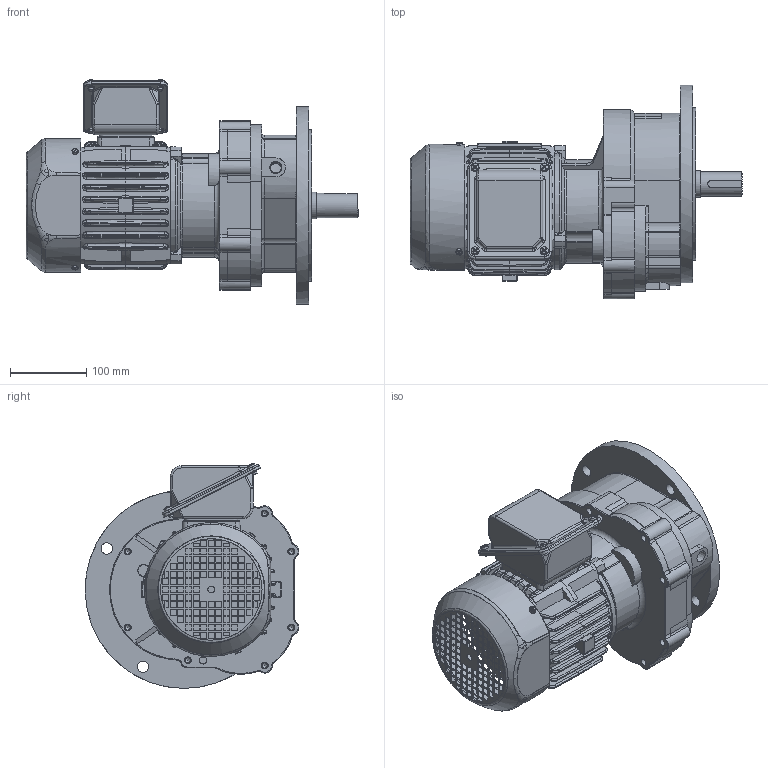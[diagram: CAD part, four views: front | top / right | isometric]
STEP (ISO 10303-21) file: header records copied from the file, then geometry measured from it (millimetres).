
FILE_DESCRIPTION (( 'STEP AP214' ), '1' );
FILE_NAME ('EK2DO07773H0001_F1VM15_0.75KW_R40_CUSTOMER.stp', '2022-07-04T05:14:08', ( 'Windows 餌辨濠' ), ( '' ), 'SwSTEP 2.0', 'SolidWorks 2021', '' );
FILE_SCHEMA (( 'AUTOMOTIVE_DESIGN' ));
Length unit declared in the file: millimetre
Products named in the file (1): EK2DO07773H0001_F1VM15_0.75KW_R40_CUSTOMER
Bounding box: 436.5 x 280.98 x 295.46 mm (x, y, z)
Volume: 8856971.7 mm3; surface area: 681814 mm2
Topology: 15 solids, 17 shells, 2941 faces, 7678 edges, 4785 vertices
Faces by surface type: cylinder 1163, plane 1076, bspline 552, torus 85, cone 62, sphere 3
Full cylindrical faces by diameter (mm): 2.7 x2, 4.917 x4, 5 x3, 6 x8, 6.647 x6, 6.8 x8, 7 x8, 8 x4, 9 x12, 10 x2, 10.5 x4, 12 x2, 14.3 x1, 15 x4, 20 x1, 32 x1, 35 x1, 40 x1, 44 x1, 45 x1, 52 x1, 62 x1, 147 x2, 175 x1, 200 x1, 260 x1
Entity records: 143125 total; most frequent: CARTESIAN_POINT 42327, ORIENTED_EDGE 14968, DIRECTION 13264, EDGE_CURVE 7484, AXIS2_PLACEMENT_3D 4803, VERTEX_POINT 4743, VECTOR 3658, LINE 3658
